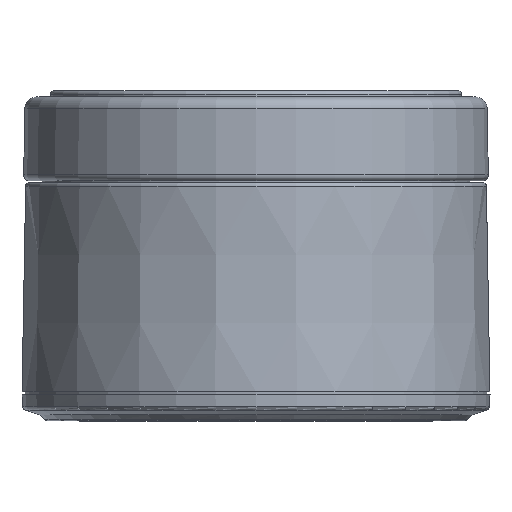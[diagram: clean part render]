
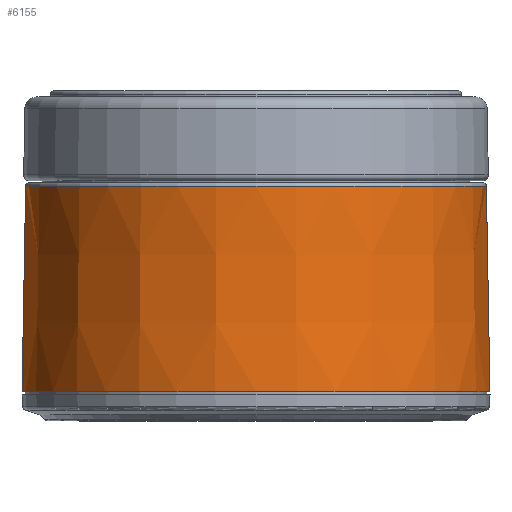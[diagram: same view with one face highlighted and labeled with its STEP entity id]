
A CAD part, left-side view. The second image highlights one B-rep face of the part: STEP entity #6155.
In plain terms, the highlighted conical face has half-angle 1 degrees and reference radius 19.346 mm.
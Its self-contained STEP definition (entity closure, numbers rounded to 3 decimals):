
#96=CARTESIAN_POINT('',(-31.,0.,17.369));
#97=DIRECTION('',(0.,0.,-1.));
#98=DIRECTION('',(0.,-1.,0.));
#99=AXIS2_PLACEMENT_3D('',#96,#97,#98);
#101=DIRECTION('',(0.,-0.017,-1.));
#102=VECTOR('',#101,17.122);
#103=CARTESIAN_POINT('',(-31.,-19.197,17.369));
#104=LINE('',#103,#102);
#105=CARTESIAN_POINT('',(-31.,0.,0.25));
#106=DIRECTION('',(0.,0.,-1.));
#107=DIRECTION('',(0.,-1.,0.));
#108=AXIS2_PLACEMENT_3D('',#105,#106,#107);
#124=DIRECTION('',(0.,0.017,-1.));
#125=VECTOR('',#124,17.122);
#126=CARTESIAN_POINT('',(-31.,19.197,17.369));
#127=LINE('',#126,#125);
#4939=CARTESIAN_POINT('',(-31.,-19.496,
0.25));
#4941=VERTEX_POINT('',#4939);
#4942=CARTESIAN_POINT('',(-31.,19.496,0.25));
#4944=VERTEX_POINT('',#4942);
#5628=CARTESIAN_POINT('',(-31.,-19.197,
17.369));
#5630=VERTEX_POINT('',#5628);
#5635=CARTESIAN_POINT('',(-31.,19.197,17.369));
#5636=VERTEX_POINT('',#5635);
#6141=CARTESIAN_POINT('',(-31.,0.,8.81));
#6142=DIRECTION('',(0.,0.,-1.));
#6143=DIRECTION('',(-1.,0.,0.));
#6144=AXIS2_PLACEMENT_3D('',#6141,#6142,#6143);
#6145=CONICAL_SURFACE('',#6144,19.346,1.);
#6147=ORIENTED_EDGE('',*,*,#6146,.F.);
#6149=ORIENTED_EDGE('',*,*,#6148,.T.);
#6150=ORIENTED_EDGE('',*,*,#6122,.T.);
#6152=ORIENTED_EDGE('',*,*,#6151,.F.);
#6153=EDGE_LOOP('',(#6147,#6149,#6150,#6152));
#6154=FACE_OUTER_BOUND('',#6153,.F.);
#100=CIRCLE('',#99,19.197);
#109=CIRCLE('',#108,19.496);
#6122=EDGE_CURVE('',#4941,#4944,#109,.T.);
#6146=EDGE_CURVE('',#5630,#5636,#100,.T.);
#6148=EDGE_CURVE('',#5630,#4941,#104,.T.);
#6151=EDGE_CURVE('',#5636,#4944,#127,.T.);
#6155=ADVANCED_FACE('',(#6154),#6145,.T.);
